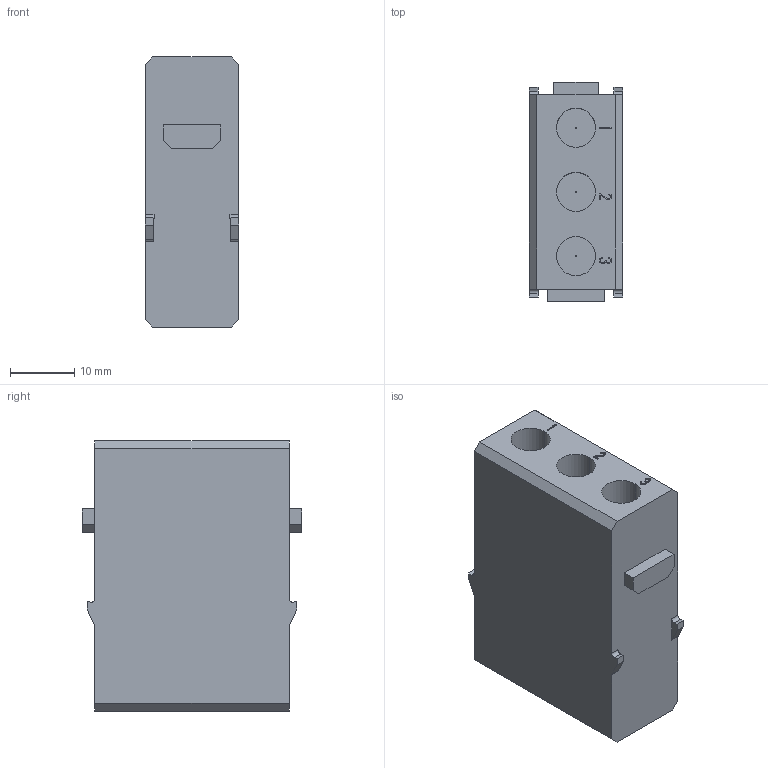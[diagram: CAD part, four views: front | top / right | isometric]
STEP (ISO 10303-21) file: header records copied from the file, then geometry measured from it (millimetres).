
FILE_DESCRIPTION((''),'2;1');
FILE_NAME('3D_1290030110001_HMK-003_1-M_2_','2017-06-07T',('tl.yang'),(''),'PRO/ENGINEER BY PARAMETRIC TECHNOLOGY CORPORATION, 2011500','PRO/ENGINEER BY PARAMETRIC TECHNOLOGY CORPORATION, 2011500','');
FILE_SCHEMA(('CONFIG_CONTROL_DESIGN'));
Length unit declared in the file: millimetre
Products named in the file (1): 3D_1290030110001_HMK-003_1-M_2_
Bounding box: 14.6 x 34.2 x 42.3 mm (x, y, z)
Volume: 14387 mm3; surface area: 8050.1 mm2
Topology: 1 solids, 4 shells, 376 faces, 1055 edges, 684 vertices
Faces by surface type: plane 292, cylinder 46, cone 26, sphere 6, torus 6
Entity records: 11956 total; most frequent: CARTESIAN_POINT 2228, ORIENTED_EDGE 2062, DIRECTION 1939, EDGE_CURVE 1031, VECTOR 803, LINE 803, VERTEX_POINT 684, AXIS2_PLACEMENT_3D 568
